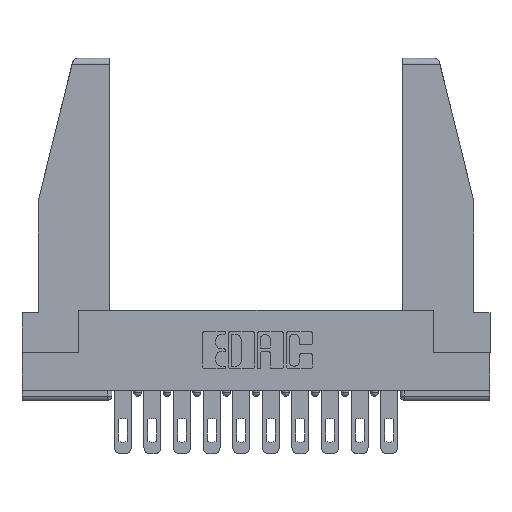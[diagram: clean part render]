
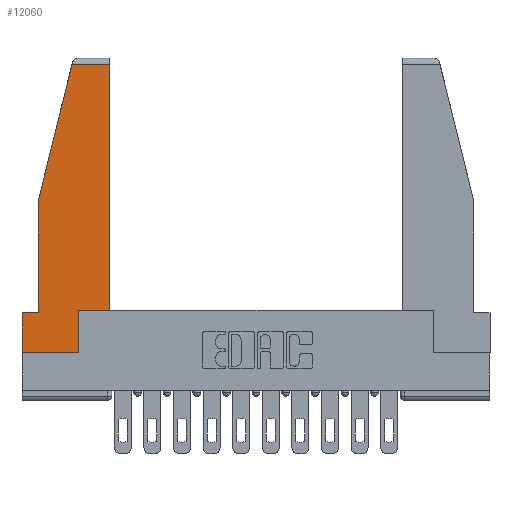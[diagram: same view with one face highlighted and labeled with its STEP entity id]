
A CAD part, top view. The second image highlights one B-rep face of the part: STEP entity #12060.
In plain terms, the highlighted planar face has unit normal (0, 0, 1).
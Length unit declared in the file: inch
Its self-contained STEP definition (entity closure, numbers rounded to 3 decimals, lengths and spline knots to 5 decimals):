
#252 = EDGE_CURVE ( 'NONE', #12690, #2423, #13842, .T. ) ;
#363 = DIRECTION ( 'NONE',  ( 0., 1., 0. ) ) ;
#528 = CARTESIAN_POINT ( 'NONE',  ( 0.271, 1.55, 0. ) ) ;
#686 = CARTESIAN_POINT ( 'NONE',  ( 0.086, 0.8, 0. ) ) ;
#692 = CARTESIAN_POINT ( 'NONE',  ( 0., 0., 0. ) ) ;
#1030 = DIRECTION ( 'NONE',  ( -1., 0., 0. ) ) ;
#1177 = EDGE_CURVE ( 'NONE', #8553, #6533, #10610, .T. ) ;
#1190 = CARTESIAN_POINT ( 'NONE',  ( 0., 0.21, 0. ) ) ;
#1217 = LINE ( 'NONE', #5771, #5195 ) ;
#1731 = FACE_OUTER_BOUND ( 'NONE', #3763, .T. ) ;
#2109 = ORIENTED_EDGE ( 'NONE', *, *, #5049, .T. ) ;
#2252 = LINE ( 'NONE', #8082, #2627 ) ;
#2423 = VERTEX_POINT ( 'NONE', #8639 ) ;
#2611 = EDGE_CURVE ( 'NONE', #6533, #12690, #1217, .T. ) ;
#2627 = VECTOR ( 'NONE', #10622, 39.37008 ) ;
#2775 = CARTESIAN_POINT ( 'NONE',  ( 0.086, 0.21, 0. ) ) ;
#3475 = CARTESIAN_POINT ( 'NONE',  ( 0., 1.52, 0. ) ) ;
#3599 = ORIENTED_EDGE ( 'NONE', *, *, #10978, .T. ) ;
#3721 = CARTESIAN_POINT ( 'NONE',  ( 0.297, 0.223, 0. ) ) ;
#3752 = VERTEX_POINT ( 'NONE', #686 ) ;
#3763 = EDGE_LOOP ( 'NONE', ( #5382, #13514, #6248, #8919, #3599, #4827, #2109, #12544, #6253 ) ) ;
#4827 = ORIENTED_EDGE ( 'NONE', *, *, #7770, .T. ) ;
#5049 = EDGE_CURVE ( 'NONE', #12322, #9048, #5639, .T. ) ;
#5195 = VECTOR ( 'NONE', #14904, 39.37008 ) ;
#5228 = CARTESIAN_POINT ( 'NONE',  ( 0.297, 0., 0. ) ) ;
#5382 = ORIENTED_EDGE ( 'NONE', *, *, #2611, .T. ) ;
#5383 = VECTOR ( 'NONE', #10896, 39.37008 ) ;
#5639 = LINE ( 'NONE', #692, #12492 ) ;
#5771 = CARTESIAN_POINT ( 'NONE',  ( 0.461, 0.223, 0. ) ) ;
#5996 = DIRECTION ( 'NONE',  ( 0., -1., 0. ) ) ;
#6248 = ORIENTED_EDGE ( 'NONE', *, *, #9766, .T. ) ;
#6253 = ORIENTED_EDGE ( 'NONE', *, *, #1177, .T. ) ;
#6533 = VERTEX_POINT ( 'NONE', #10468 ) ;
#6564 = PLANE ( 'NONE',  #14585 ) ;
#6611 = VECTOR ( 'NONE', #13773, 39.37008 ) ;
#6913 = CARTESIAN_POINT ( 'NONE',  ( 0.086, 0.8, 0. ) ) ;
#7634 = CARTESIAN_POINT ( 'NONE',  ( 0.297, 0., 0. ) ) ;
#7770 = EDGE_CURVE ( 'NONE', #10878, #12322, #2252, .T. ) ;
#8082 = CARTESIAN_POINT ( 'NONE',  ( 0., 0.21, 0. ) ) ;
#8178 = EDGE_CURVE ( 'NONE', #3752, #14584, #14015, .T. ) ;
#8435 = CARTESIAN_POINT ( 'NONE',  ( 0.297, 0.223, 0. ) ) ;
#8553 = VERTEX_POINT ( 'NONE', #8435 ) ;
#8600 = VECTOR ( 'NONE', #13824, 39.37008 ) ;
#8639 = CARTESIAN_POINT ( 'NONE',  ( 0.2636, 1.52, 0. ) ) ;
#8842 = CARTESIAN_POINT ( 'NONE',  ( 0., 0.21, 0. ) ) ;
#8893 = DIRECTION ( 'NONE',  ( 1., 0., 0. ) ) ;
#8919 = ORIENTED_EDGE ( 'NONE', *, *, #8178, .T. ) ;
#9048 = VERTEX_POINT ( 'NONE', #5228 ) ;
#9675 = VECTOR ( 'NONE', #1030, 39.37008 ) ;
#9744 = LINE ( 'NONE', #7634, #10493 ) ;
#9766 = EDGE_CURVE ( 'NONE', #2423, #3752, #10419, .T. ) ;
#9891 = DIRECTION ( 'NONE',  ( 1., 0., 0. ) ) ;
#10118 = LINE ( 'NONE', #1190, #9675 ) ;
#10419 = LINE ( 'NONE', #528, #8600 ) ;
#10468 = CARTESIAN_POINT ( 'NONE',  ( 0.461, 0.223, 0. ) ) ;
#10493 = VECTOR ( 'NONE', #363, 39.37008 ) ;
#10610 = LINE ( 'NONE', #3721, #5383 ) ;
#10622 = DIRECTION ( 'NONE',  ( 0., -1., 0. ) ) ;
#10878 = VERTEX_POINT ( 'NONE', #8842 ) ;
#10896 = DIRECTION ( 'NONE',  ( 1., 0., 0. ) ) ;
#10978 = EDGE_CURVE ( 'NONE', #14584, #10878, #10118, .T. ) ;
#11109 = VECTOR ( 'NONE', #5996, 39.37008 ) ;
#12060 = ADVANCED_FACE ( 'NONE', ( #1731 ), #6564, .T. ) ;
#12313 = CARTESIAN_POINT ( 'NONE',  ( 0., 0., 0. ) ) ;
#12322 = VERTEX_POINT ( 'NONE', #13587 ) ;
#12379 = DIRECTION ( 'NONE',  ( 0., 0., 1. ) ) ;
#12492 = VECTOR ( 'NONE', #8893, 39.37008 ) ;
#12544 = ORIENTED_EDGE ( 'NONE', *, *, #14184, .T. ) ;
#12690 = VERTEX_POINT ( 'NONE', #12934 ) ;
#12934 = CARTESIAN_POINT ( 'NONE',  ( 0.461, 1.52, 0. ) ) ;
#13514 = ORIENTED_EDGE ( 'NONE', *, *, #252, .T. ) ;
#13587 = CARTESIAN_POINT ( 'NONE',  ( 0., 0., 0. ) ) ;
#13773 = DIRECTION ( 'NONE',  ( -1., 0., 0. ) ) ;
#13824 = DIRECTION ( 'NONE',  ( -0.239, -0.971, 0. ) ) ;
#13842 = LINE ( 'NONE', #3475, #6611 ) ;
#14015 = LINE ( 'NONE', #6913, #11109 ) ;
#14184 = EDGE_CURVE ( 'NONE', #9048, #8553, #9744, .T. ) ;
#14584 = VERTEX_POINT ( 'NONE', #2775 ) ;
#14585 = AXIS2_PLACEMENT_3D ( 'NONE', #12313, #12379, #9891 ) ;
#14904 = DIRECTION ( 'NONE',  ( 0., 1., 0. ) ) ;
